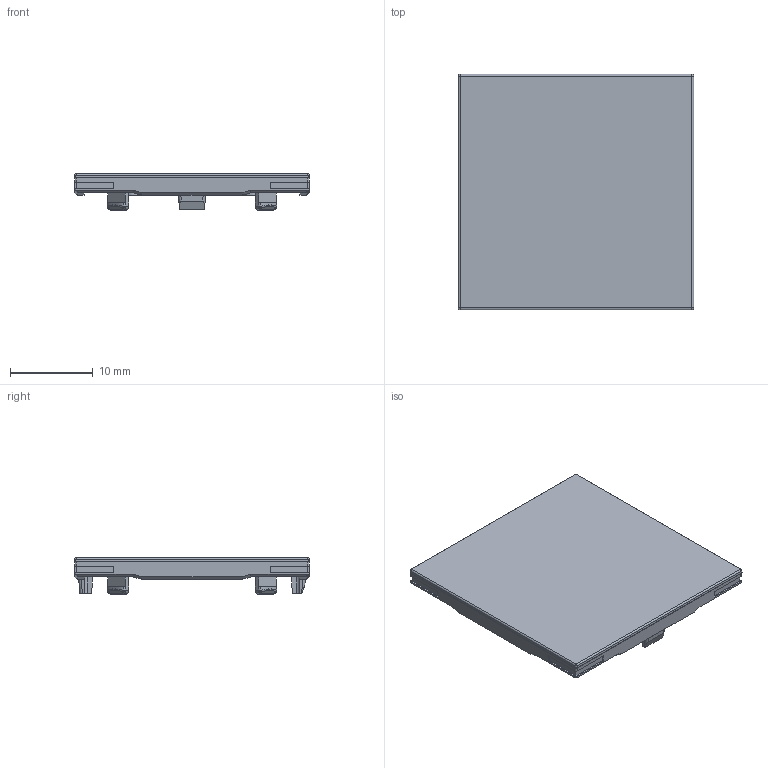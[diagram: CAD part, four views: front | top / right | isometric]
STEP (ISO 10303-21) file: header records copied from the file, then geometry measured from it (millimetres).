
FILE_DESCRIPTION((''),'2;1');
FILE_NAME('LFSP0_FRONT_TILE_FLAT','2025-02-19T15:30:44',('Alfie'),(''),'CREO PARAMETRIC BY PTC INC, 2022484','CREO PARAMETRIC BY PTC INC, 2022484','');
FILE_SCHEMA(('CONFIG_CONTROL_DESIGN'));
Length unit declared in the file: millimetre
Products named in the file (1): LFSP0_FRONT_TILE_FLAT
Bounding box: 28.5 x 28.5 x 4.4 mm (x, y, z)
Volume: 1886.5 mm3; surface area: 2004 mm2
Topology: 1 solids, 1 shells, 228 faces, 573 edges, 356 vertices
Faces by surface type: plane 124, cylinder 56, bspline 24, sphere 12, extrusion 8, cone 4
Entity records: 8610 total; most frequent: CARTESIAN_POINT 3416, ORIENTED_EDGE 1146, DIRECTION 937, EDGE_CURVE 573, VECTOR 361, VERTEX_POINT 356, LINE 353, AXIS2_PLACEMENT_3D 288
